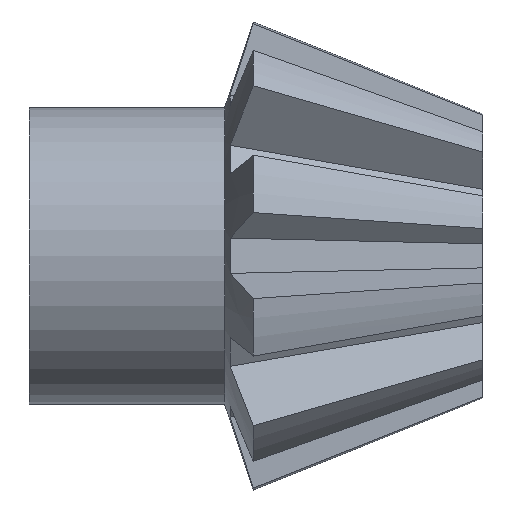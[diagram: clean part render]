
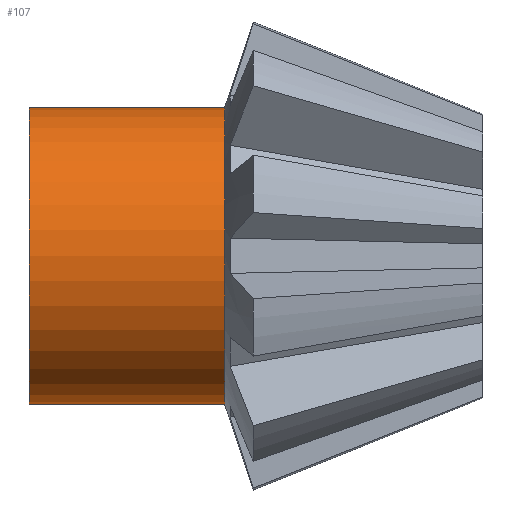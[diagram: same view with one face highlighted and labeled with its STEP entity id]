
A CAD part, top view. The second image highlights one B-rep face of the part: STEP entity #107.
In plain terms, the highlighted cylindrical face has radius 9.4 mm (diameter 18.8 mm), a partial arc.
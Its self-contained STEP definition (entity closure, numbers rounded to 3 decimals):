
#107=ADVANCED_FACE('',(#233),#234,.T.);
#233=FACE_OUTER_BOUND('',#359,.T.);
#234=CYLINDRICAL_SURFACE('',#360,9.4);
#359=EDGE_LOOP('',(#888,#889,#890,#891));
#360=AXIS2_PLACEMENT_3D('',#892,#893,#894);
#888=ORIENTED_EDGE('',*,*,#895,.T.);
#889=ORIENTED_EDGE('',*,*,#970,.F.);
#890=ORIENTED_EDGE('',*,*,#897,.T.);
#891=ORIENTED_EDGE('',*,*,#1068,.T.);
#892=CARTESIAN_POINT('',(-46.195,0.0,0.0));
#893=DIRECTION('',(1.0,0.0,0.0));
#894=DIRECTION('',(0.0,-1.0,0.));
#895=EDGE_CURVE('',#1069,#1070,#1071,.T.);
#897=EDGE_CURVE('',#1074,#1072,#1075,.T.);
#970=EDGE_CURVE('',#1074,#1070,#1210,.T.);
#1068=EDGE_CURVE('',#1072,#1069,#1356,.T.);
#1069=VERTEX_POINT('',#1357);
#1070=VERTEX_POINT('',#1358);
#1071=LINE('',#1359,#1360);
#1072=VERTEX_POINT('',#1361);
#1074=VERTEX_POINT('',#1363);
#1075=LINE('',#1364,#1365);
#1210=CIRCLE('',#1823,9.4);
#1356=CIRCLE('',#2174,9.4);
#1357=CARTESIAN_POINT('',(-52.4,-9.4,0.));
#1358=CARTESIAN_POINT('',(-39.989,-9.4,0.));
#1359=CARTESIAN_POINT('',(-46.195,-9.4,0.));
#1360=VECTOR('',#2175,1.0);
#1361=CARTESIAN_POINT('',(-52.4,9.4,0.));
#1363=CARTESIAN_POINT('',(-39.989,9.4,0.));
#1364=CARTESIAN_POINT('',(-46.195,9.4,0.));
#1365=VECTOR('',#2179,1.0);
#1823=AXIS2_PLACEMENT_3D('',#2260,#2261,#2262);
#2174=AXIS2_PLACEMENT_3D('',#2384,#2385,#2386);
#2175=DIRECTION('',(1.0,0.0,0.0));
#2179=DIRECTION('',(-1.0,-0.0,-0.0));
#2260=CARTESIAN_POINT('',(-39.989,0.0,0.0));
#2261=DIRECTION('',(1.0,0.0,0.0));
#2262=DIRECTION('',(0.0,-1.0,0.));
#2384=CARTESIAN_POINT('',(-52.4,0.0,0.0));
#2385=DIRECTION('',(1.0,0.0,0.0));
#2386=DIRECTION('',(0.0,-1.0,0.));
